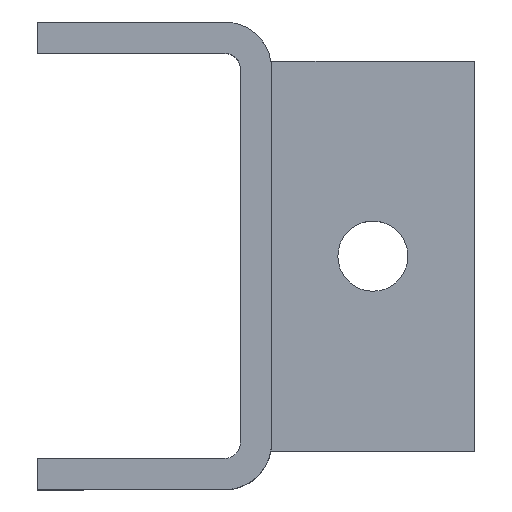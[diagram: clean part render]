
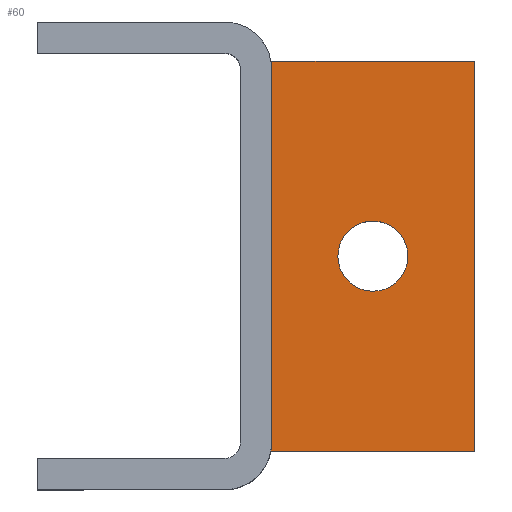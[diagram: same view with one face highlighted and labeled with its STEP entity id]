
A CAD part, top view. The second image highlights one B-rep face of the part: STEP entity #60.
In plain terms, the highlighted planar face has unit normal (0, 0, 1).
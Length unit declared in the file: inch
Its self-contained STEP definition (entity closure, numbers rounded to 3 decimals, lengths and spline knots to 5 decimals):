
#60=ADVANCED_FACE('',(#142,#143),#144,.T.);
#142=FACE_OUTER_BOUND('',#253,.T.);
#143=FACE_BOUND('',#254,.T.);
#144=PLANE('',#255);
#253=EDGE_LOOP('',(#377,#378,#379,#380,#381,#382));
#254=EDGE_LOOP('',(#383,#384));
#255=AXIS2_PLACEMENT_3D('',#385,#386,#387);
#377=ORIENTED_EDGE('',*,*,#662,.T.);
#378=ORIENTED_EDGE('',*,*,#643,.F.);
#379=ORIENTED_EDGE('',*,*,#663,.F.);
#380=ORIENTED_EDGE('',*,*,#664,.F.);
#381=ORIENTED_EDGE('',*,*,#665,.T.);
#382=ORIENTED_EDGE('',*,*,#666,.T.);
#383=ORIENTED_EDGE('',*,*,#667,.F.);
#384=ORIENTED_EDGE('',*,*,#668,.F.);
#385=CARTESIAN_POINT('',(2.71875,1.875,0.0));
#386=DIRECTION('',(0.0,0.0,1.0));
#387=DIRECTION('',(1.0,0.0,0.0));
#643=EDGE_CURVE('',#758,#759,#760,.T.);
#662=EDGE_CURVE('',#794,#759,#795,.T.);
#663=EDGE_CURVE('',#796,#758,#797,.T.);
#664=EDGE_CURVE('',#798,#796,#799,.T.);
#665=EDGE_CURVE('',#798,#800,#801,.T.);
#666=EDGE_CURVE('',#800,#794,#802,.T.);
#667=EDGE_CURVE('',#803,#804,#805,.T.);
#668=EDGE_CURVE('',#804,#803,#806,.T.);
#758=VERTEX_POINT('',#927);
#759=VERTEX_POINT('',#928);
#760=LINE('',#929,#930);
#794=VERTEX_POINT('',#975);
#795=CIRCLE('',#976,0.375);
#796=VERTEX_POINT('',#977);
#797=LINE('',#978,#979);
#798=VERTEX_POINT('',#980);
#799=LINE('',#981,#982);
#800=VERTEX_POINT('',#983);
#801=CIRCLE('',#984,0.375);
#802=LINE('',#985,#986);
#803=VERTEX_POINT('',#987);
#804=VERTEX_POINT('',#988);
#805=CIRCLE('',#989,0.28125);
#806=CIRCLE('',#990,0.28125);
#927=CARTESIAN_POINT('',(3.53125,0.3125,0.0));
#928=CARTESIAN_POINT('',(1.901,0.3125,0.0));
#929=CARTESIAN_POINT('',(1.90625,0.3125,0.0));
#930=VECTOR('',#1146,1.0);
#975=CARTESIAN_POINT('',(1.90625,0.375,0.0));
#976=AXIS2_PLACEMENT_3D('',#1173,#1174,#1175);
#977=CARTESIAN_POINT('',(3.53125,3.4375,0.0));
#978=CARTESIAN_POINT('',(3.53125,0.3125,0.0));
#979=VECTOR('',#1176,1.0);
#980=CARTESIAN_POINT('',(1.901,3.4375,0.0));
#981=CARTESIAN_POINT('',(3.53125,3.4375,0.0));
#982=VECTOR('',#1177,1.0);
#983=CARTESIAN_POINT('',(1.90625,3.375,0.0));
#984=AXIS2_PLACEMENT_3D('',#1178,#1179,#1180);
#985=CARTESIAN_POINT('',(1.90625,1.875,0.0));
#986=VECTOR('',#1181,1.0);
#987=CARTESIAN_POINT('',(3.0,1.875,0.0));
#988=CARTESIAN_POINT('',(2.4375,1.875,0.0));
#989=AXIS2_PLACEMENT_3D('',#1182,#1183,#1184);
#990=AXIS2_PLACEMENT_3D('',#1185,#1186,#1187);
#1146=DIRECTION('',(-1.0,0.,0.0));
#1173=CARTESIAN_POINT('',(1.53125,0.375,0.0));
#1174=DIRECTION('',(0.0,0.0,-1.0));
#1175=DIRECTION('',(1.0,0.0,0.0));
#1176=DIRECTION('',(0.,-1.0,0.0));
#1177=DIRECTION('',(1.0,0.,0.0));
#1178=CARTESIAN_POINT('',(1.53125,3.375,0.0));
#1179=DIRECTION('',(0.0,0.0,-1.0));
#1180=DIRECTION('',(1.0,0.0,0.0));
#1181=DIRECTION('',(0.,-1.0,0.0));
#1182=CARTESIAN_POINT('',(2.71875,1.875,0.0));
#1183=DIRECTION('',(0.0,0.0,1.0));
#1184=DIRECTION('',(1.0,0.0,0.0));
#1185=CARTESIAN_POINT('',(2.71875,1.875,0.0));
#1186=DIRECTION('',(0.0,0.0,1.0));
#1187=DIRECTION('',(1.0,0.0,0.0));
